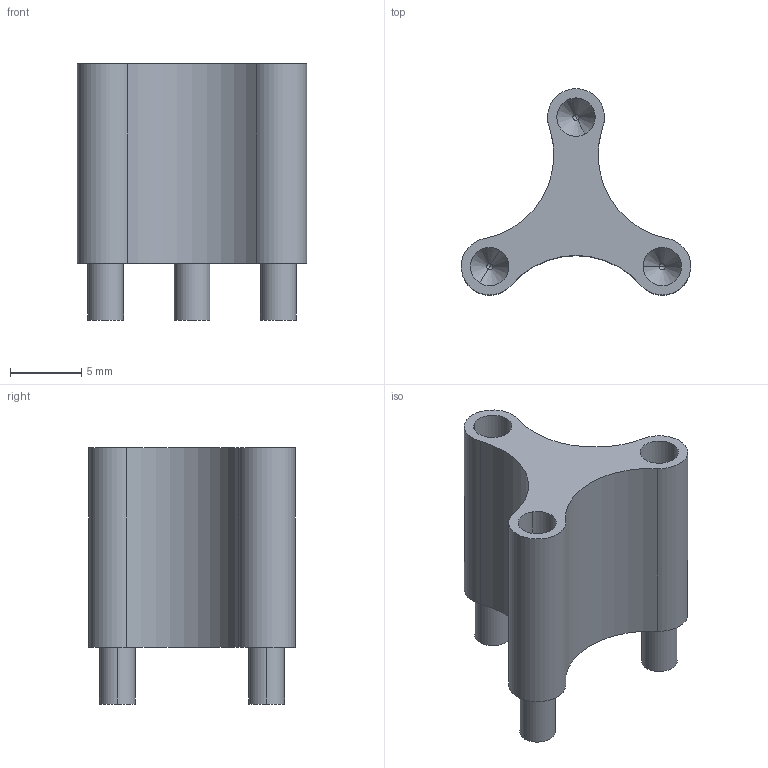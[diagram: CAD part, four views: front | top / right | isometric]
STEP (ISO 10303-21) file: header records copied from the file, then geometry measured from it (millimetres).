
FILE_DESCRIPTION(('CATIA V5 STEP Exchange'),'2;1');
FILE_NAME('SP02_ALPHA_SEPA_COUPLEUR.stp','2025-06-30T17:31:04+00:00',('none'),('none'),'CATIA Version 5 Release 19 GA (IN-10)','CATIA V5 STEP AP203','none');
FILE_SCHEMA(('CONFIG_CONTROL_DESIGN'));
Length unit declared in the file: millimetre
Products named in the file (1): SP02_ALPHA_SEPA_COUPLEUR
Bounding box: 16.12 x 14.5 x 18 mm (x, y, z)
Volume: 1217.3 mm3; surface area: 1143.9 mm2
Topology: 1 solids, 1 shells, 35 faces, 78 edges, 45 vertices
Faces by surface type: cylinder 18, sphere 6, cone 6, plane 5
Entity records: 866 total; most frequent: ORIENTED_EDGE 144, CARTESIAN_POINT 139, DIRECTION 114, EDGE_CURVE 72, AXIS2_PLACEMENT_3D 70, CIRCLE 48, VERTEX_POINT 45, EDGE_LOOP 41
